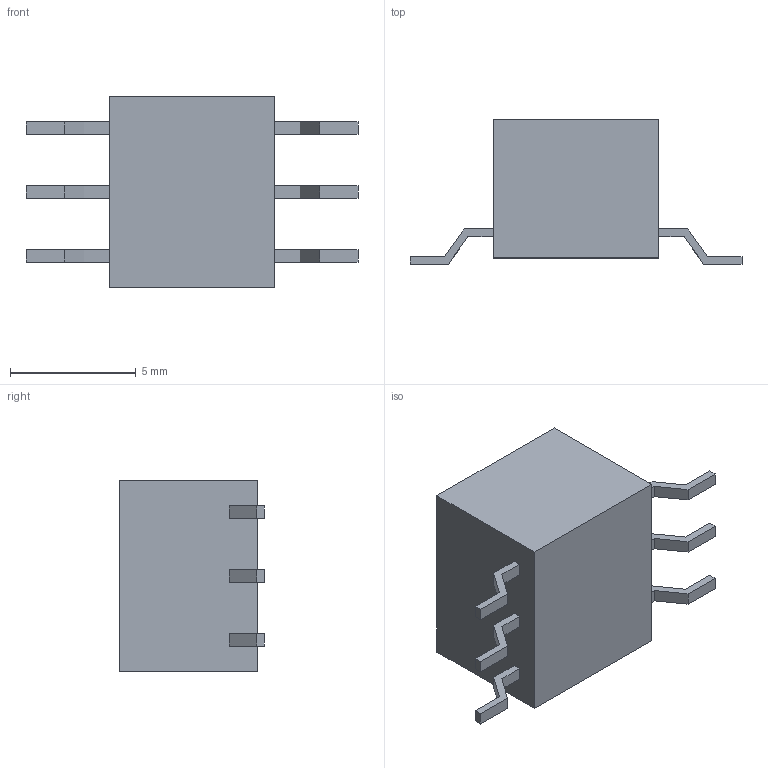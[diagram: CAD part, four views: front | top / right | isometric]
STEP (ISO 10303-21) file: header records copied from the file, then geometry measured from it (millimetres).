
FILE_DESCRIPTION (( 'STEP AP214' ), '1' );
FILE_NAME ('Coilcraft-SWBXXXX-SML.STEP', '2019-01-15T14:01:39', ( '' ), ( '' ), 'SwSTEP 2.0', 'SolidWorks 2018', '' );
FILE_SCHEMA (( 'AUTOMOTIVE_DESIGN' ));
Length unit declared in the file: millimetre
Products named in the file (1): Coilcraft-SWBXXXX-SML
Bounding box: 13.21 x 5.75 x 7.62 mm (x, y, z)
Volume: 280.1 mm3; surface area: 294.2 mm2
Topology: 1 solids, 1 shells, 75 faces, 353 edges, 301 vertices
Faces by surface type: plane 75
Entity records: 5108 total; most frequent: CARTESIAN_POINT 2244, ORIENTED_EDGE 706, EDGE_CURVE 353, DIRECTION 308, VERTEX_POINT 301, B_SPLINE_CURVE_WITH_KNOTS 197, LINE 156, VECTOR 156
